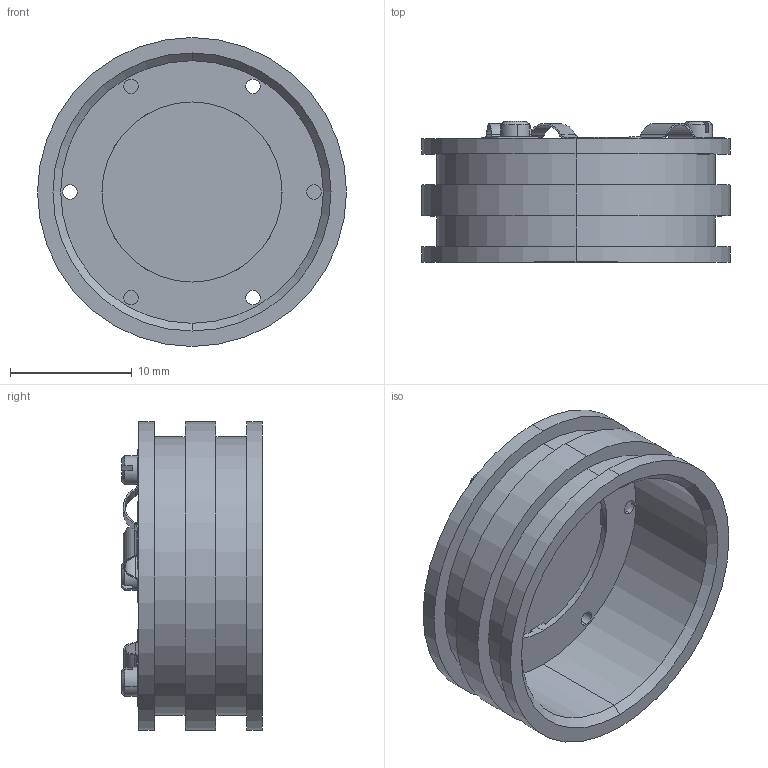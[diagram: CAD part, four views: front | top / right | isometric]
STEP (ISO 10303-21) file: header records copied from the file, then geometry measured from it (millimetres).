
FILE_DESCRIPTION (( 'STEP AP214' ), '1' );
FILE_NAME ('SN100261-39, SPFP-.6, LR, MO ASSY.STEP', '2020-05-07T20:08:10', ( '' ), ( '' ), 'SwSTEP 2.0', 'SolidWorks 2010', '' );
FILE_SCHEMA (( 'AUTOMOTIVE_DESIGN' ));
Length unit declared in the file: inch
Products named in the file (1): SN100261-39, SPFP-.6, LR, MO ASSY
Bounding box: 25.4 x 11.56 x 25.4 mm (x, y, z)
Surface area: 3107.5 mm2 (no closed solid volume)
Topology: 0 solids, 11 shells, 160 faces, 424 edges, 275 vertices
Faces by surface type: cylinder 76, plane 73, cone 11
Entity records: 7090 total; most frequent: DIRECTION 938, CARTESIAN_POINT 896, ORIENTED_EDGE 755, EDGE_CURVE 424, AXIS2_PLACEMENT_3D 365, VERTEX_POINT 275, LINE 208, VECTOR 208
